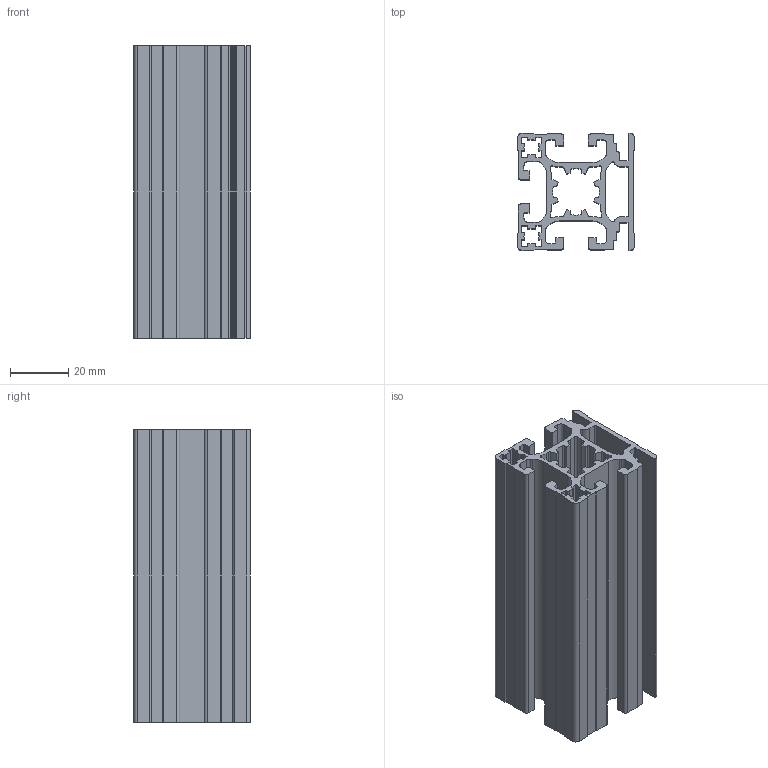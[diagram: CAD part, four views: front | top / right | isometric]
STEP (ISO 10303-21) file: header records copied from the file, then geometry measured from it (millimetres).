
FILE_DESCRIPTION (( 'STEP AP203' ), '1' );
FILE_NAME ('PERFIL 40X40 FACE ENCLAU. 100.STEP', '2015-12-14T18:55:25', ( '' ), ( '' ), 'SwSTEP 2.0', 'SolidWorks 2014', '' );
FILE_SCHEMA (( 'CONFIG_CONTROL_DESIGN' ));
Length unit declared in the file: millimetre
Products named in the file (1): PERFIL 40X40 FACE ENCLAU.     100
Bounding box: 40 x 40 x 100 mm (x, y, z)
Volume: 53967.7 mm3; surface area: 55670.9 mm2
Topology: 1 solids, 1 shells, 321 faces, 957 edges, 638 vertices
Faces by surface type: cylinder 167, plane 154
Entity records: 10978 total; most frequent: DIRECTION 1935, CARTESIAN_POINT 1917, ORIENTED_EDGE 1914, EDGE_CURVE 957, AXIS2_PLACEMENT_3D 656, VERTEX_POINT 638, VECTOR 623, LINE 623
